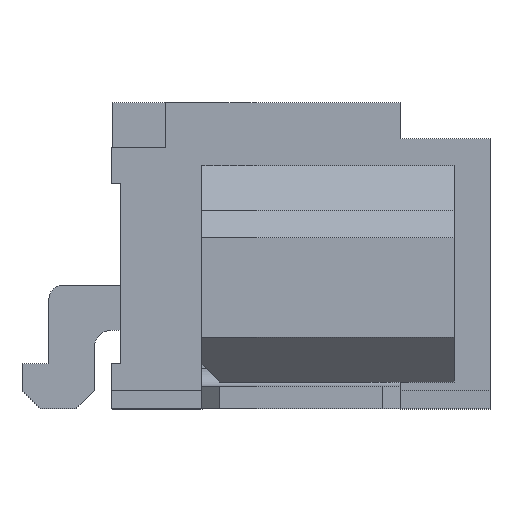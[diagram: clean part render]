
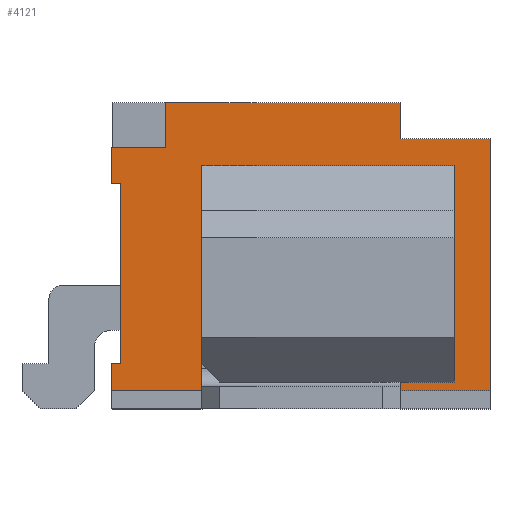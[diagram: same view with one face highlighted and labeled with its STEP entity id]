
A CAD part, left-side view. The second image highlights one B-rep face of the part: STEP entity #4121.
In plain terms, the highlighted planar face has unit normal (-1, 0, 0).
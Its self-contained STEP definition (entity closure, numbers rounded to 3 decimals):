
#13=FACE_BOUND('',#339,.T.);
#119=FACE_OUTER_BOUND('',#338,.T.);
#338=EDGE_LOOP('',(#2988,#2989,#2990,#2991,#2992,#2993,#2994,#2995,#2996,
#2997,#2998,#2999));
#339=EDGE_LOOP('',(#3000,#3001,#3002,#3003));
#631=LINE('',#5880,#1208);
#646=LINE('',#5910,#1223);
#676=LINE('',#5971,#1253);
#704=LINE('',#6029,#1281);
#705=LINE('',#6031,#1282);
#706=LINE('',#6032,#1283);
#707=LINE('',#6034,#1284);
#708=LINE('',#6036,#1285);
#709=LINE('',#6038,#1286);
#710=LINE('',#6039,#1287);
#711=LINE('',#6041,#1288);
#712=LINE('',#6042,#1289);
#713=LINE('',#6045,#1290);
#714=LINE('',#6047,#1291);
#715=LINE('',#6049,#1292);
#716=LINE('',#6050,#1293);
#1208=VECTOR('',#4785,1000.);
#1223=VECTOR('',#4804,1000.);
#1253=VECTOR('',#4836,1000.);
#1281=VECTOR('',#4870,1000.);
#1282=VECTOR('',#4871,1000.);
#1283=VECTOR('',#4872,1000.);
#1284=VECTOR('',#4873,1000.);
#1285=VECTOR('',#4874,1000.);
#1286=VECTOR('',#4875,1000.);
#1287=VECTOR('',#4876,1000.);
#1288=VECTOR('',#4877,1000.);
#1289=VECTOR('',#4878,1000.);
#1290=VECTOR('',#4879,1000.);
#1291=VECTOR('',#4880,1000.);
#1292=VECTOR('',#4881,1000.);
#1293=VECTOR('',#4882,1000.);
#1749=VERTEX_POINT('',#5877);
#1750=VERTEX_POINT('',#5879);
#1763=VERTEX_POINT('',#5909);
#1792=VERTEX_POINT('',#5968);
#1793=VERTEX_POINT('',#5970);
#1819=VERTEX_POINT('',#6027);
#1820=VERTEX_POINT('',#6028);
#1821=VERTEX_POINT('',#6030);
#1822=VERTEX_POINT('',#6033);
#1823=VERTEX_POINT('',#6035);
#1824=VERTEX_POINT('',#6037);
#1825=VERTEX_POINT('',#6040);
#1826=VERTEX_POINT('',#6043);
#1827=VERTEX_POINT('',#6044);
#1828=VERTEX_POINT('',#6046);
#1829=VERTEX_POINT('',#6048);
#2187=EDGE_CURVE('',#1750,#1749,#631,.T.);
#2202=EDGE_CURVE('',#1763,#1750,#646,.T.);
#2232=EDGE_CURVE('',#1792,#1793,#676,.T.);
#2260=EDGE_CURVE('',#1819,#1820,#704,.T.);
#2261=EDGE_CURVE('',#1821,#1819,#705,.T.);
#2262=EDGE_CURVE('',#1793,#1821,#706,.T.);
#2263=EDGE_CURVE('',#1822,#1792,#707,.T.);
#2264=EDGE_CURVE('',#1823,#1822,#708,.T.);
#2265=EDGE_CURVE('',#1824,#1823,#709,.T.);
#2266=EDGE_CURVE('',#1763,#1824,#710,.T.);
#2267=EDGE_CURVE('',#1825,#1749,#711,.T.);
#2268=EDGE_CURVE('',#1825,#1820,#712,.T.);
#2269=EDGE_CURVE('',#1826,#1827,#713,.T.);
#2270=EDGE_CURVE('',#1828,#1826,#714,.T.);
#2271=EDGE_CURVE('',#1828,#1829,#715,.T.);
#2272=EDGE_CURVE('',#1829,#1827,#716,.T.);
#2988=ORIENTED_EDGE('',*,*,#2260,.F.);
#2989=ORIENTED_EDGE('',*,*,#2261,.F.);
#2990=ORIENTED_EDGE('',*,*,#2262,.F.);
#2991=ORIENTED_EDGE('',*,*,#2232,.F.);
#2992=ORIENTED_EDGE('',*,*,#2263,.F.);
#2993=ORIENTED_EDGE('',*,*,#2264,.F.);
#2994=ORIENTED_EDGE('',*,*,#2265,.F.);
#2995=ORIENTED_EDGE('',*,*,#2266,.F.);
#2996=ORIENTED_EDGE('',*,*,#2202,.T.);
#2997=ORIENTED_EDGE('',*,*,#2187,.T.);
#2998=ORIENTED_EDGE('',*,*,#2267,.F.);
#2999=ORIENTED_EDGE('',*,*,#2268,.T.);
#3000=ORIENTED_EDGE('',*,*,#2269,.F.);
#3001=ORIENTED_EDGE('',*,*,#2270,.F.);
#3002=ORIENTED_EDGE('',*,*,#2271,.T.);
#3003=ORIENTED_EDGE('',*,*,#2272,.T.);
#3910=PLANE('',#4366);
#4121=ADVANCED_FACE('',(#119,#13),#3910,.F.);
#4366=AXIS2_PLACEMENT_3D('',#6026,#4868,#4869);
#4785=DIRECTION('',(0.,0.,1.));
#4804=DIRECTION('',(0.,-1.,0.));
#4836=DIRECTION('',(0.,0.,1.));
#4868=DIRECTION('center_axis',(1.,0.,0.));
#4869=DIRECTION('ref_axis',(0.,0.,-1.));
#4870=DIRECTION('',(0.,-1.,0.));
#4871=DIRECTION('',(0.,0.,1.));
#4872=DIRECTION('',(0.,-1.,0.));
#4873=DIRECTION('',(0.,1.,0.));
#4874=DIRECTION('',(0.,0.,1.));
#4875=DIRECTION('',(0.,-1.,0.));
#4876=DIRECTION('',(0.,0.,1.));
#4877=DIRECTION('',(0.,-1.,0.));
#4878=DIRECTION('',(0.,0.,1.));
#4879=DIRECTION('',(0.,0.,1.));
#4880=DIRECTION('',(0.,-1.,0.));
#4881=DIRECTION('',(0.,0.,1.));
#4882=DIRECTION('',(0.,-1.,0.));
#5877=CARTESIAN_POINT('',(-2.125,-2.1,3.));
#5879=CARTESIAN_POINT('',(-2.125,-2.1,0.2));
#5880=CARTESIAN_POINT('',(-2.125,-2.1,3.4));
#5909=CARTESIAN_POINT('',(-2.125,2.1,0.2));
#5910=CARTESIAN_POINT('',(-2.125,2.1,0.2));
#5968=CARTESIAN_POINT('',(-2.125,2.1,2.5));
#5970=CARTESIAN_POINT('',(-2.125,2.1,2.9));
#5971=CARTESIAN_POINT('',(-2.125,2.1,3.4));
#6026=CARTESIAN_POINT('Origin',(-2.125,2.1,3.4));
#6027=CARTESIAN_POINT('',(-2.125,1.5,3.4));
#6028=CARTESIAN_POINT('',(-2.125,-1.1,3.4));
#6029=CARTESIAN_POINT('',(-2.125,2.1,3.4));
#6030=CARTESIAN_POINT('',(-2.125,1.5,2.9));
#6031=CARTESIAN_POINT('',(-2.125,1.5,2.9));
#6032=CARTESIAN_POINT('',(-2.125,1.5,2.9));
#6033=CARTESIAN_POINT('',(-2.125,2.,2.5));
#6034=CARTESIAN_POINT('',(-2.125,2.1,2.5));
#6035=CARTESIAN_POINT('',(-2.125,2.,0.5));
#6036=CARTESIAN_POINT('',(-2.125,2.,2.5));
#6037=CARTESIAN_POINT('',(-2.125,2.1,0.5));
#6038=CARTESIAN_POINT('',(-2.125,2.1,0.5));
#6039=CARTESIAN_POINT('',(-2.125,2.1,3.4));
#6040=CARTESIAN_POINT('',(-2.125,-1.1,3.));
#6041=CARTESIAN_POINT('',(-2.125,-2.1,3.));
#6042=CARTESIAN_POINT('',(-2.125,-1.1,3.));
#6043=CARTESIAN_POINT('',(-2.125,-1.7,0.3));
#6044=CARTESIAN_POINT('',(-2.125,-1.7,2.7));
#6045=CARTESIAN_POINT('',(-2.125,-1.7,0.3));
#6046=CARTESIAN_POINT('',(-2.125,1.1,0.3));
#6047=CARTESIAN_POINT('',(-2.125,1.1,0.3));
#6048=CARTESIAN_POINT('',(-2.125,1.1,2.7));
#6049=CARTESIAN_POINT('',(-2.125,1.1,0.3));
#6050=CARTESIAN_POINT('',(-2.125,1.1,2.7));
